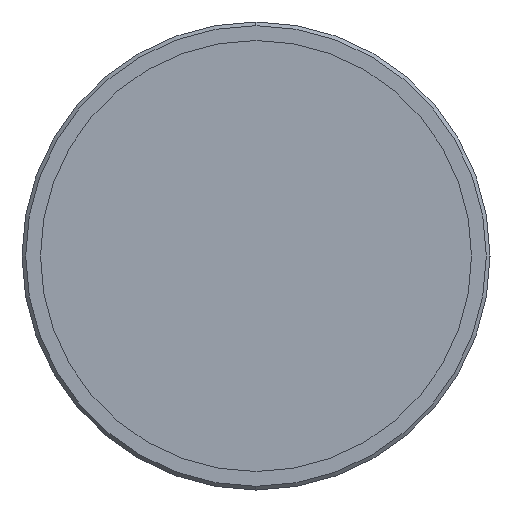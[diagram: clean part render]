
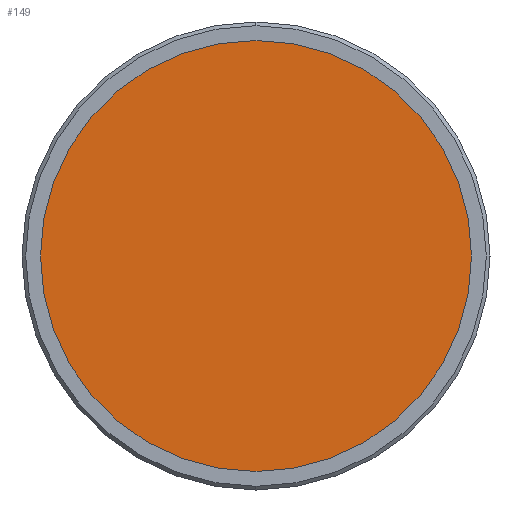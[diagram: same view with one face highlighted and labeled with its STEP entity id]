
A CAD part, left-side view. The second image highlights one B-rep face of the part: STEP entity #149.
In plain terms, the highlighted planar face has unit normal (-1, 0, 0).
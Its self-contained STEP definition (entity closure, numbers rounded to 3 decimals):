
#5 = ORIENTED_EDGE ( 'NONE', *, *, #48, .T. ) ;
#41 = EDGE_CURVE ( 'NONE', #251, #475, #150, .T. ) ;
#48 = EDGE_CURVE ( 'NONE', #475, #251, #242, .T. ) ;
#59 = AXIS2_PLACEMENT_3D ( 'NONE', #197, #725, #323 ) ;
#72 = CARTESIAN_POINT ( 'NONE',  ( 2.5, 0., 0. ) ) ;
#90 = ORIENTED_EDGE ( 'NONE', *, *, #41, .T. ) ;
#149 = ADVANCED_FACE ( 'NONE', ( #466 ), #607, .T. ) ;
#150 = CIRCLE ( 'NONE', #560, 17.5 ) ;
#197 = CARTESIAN_POINT ( 'NONE',  ( 2.5, 0., 0. ) ) ;
#242 = CIRCLE ( 'NONE', #59, 17.5 ) ;
#251 = VERTEX_POINT ( 'NONE', #402 ) ;
#263 = DIRECTION ( 'NONE',  ( 0., 0., 1. ) ) ;
#317 = DIRECTION ( 'NONE',  ( -1., 0., 0. ) ) ;
#323 = DIRECTION ( 'NONE',  ( 0., 0., 1. ) ) ;
#327 = AXIS2_PLACEMENT_3D ( 'NONE', #492, #554, #675 ) ;
#402 = CARTESIAN_POINT ( 'NONE',  ( 2.5, 0., 17.5 ) ) ;
#466 = FACE_OUTER_BOUND ( 'NONE', #611, .T. ) ;
#475 = VERTEX_POINT ( 'NONE', #602 ) ;
#492 = CARTESIAN_POINT ( 'NONE',  ( 2.5, 0., 0. ) ) ;
#554 = DIRECTION ( 'NONE',  ( -1., 0., 0. ) ) ;
#560 = AXIS2_PLACEMENT_3D ( 'NONE', #72, #317, #263 ) ;
#602 = CARTESIAN_POINT ( 'NONE',  ( 2.5, 0., -17.5 ) ) ;
#607 = PLANE ( 'NONE',  #327 ) ;
#611 = EDGE_LOOP ( 'NONE', ( #90, #5 ) ) ;
#675 = DIRECTION ( 'NONE',  ( 0., 0., 1. ) ) ;
#725 = DIRECTION ( 'NONE',  ( -1., 0., 0. ) ) ;
